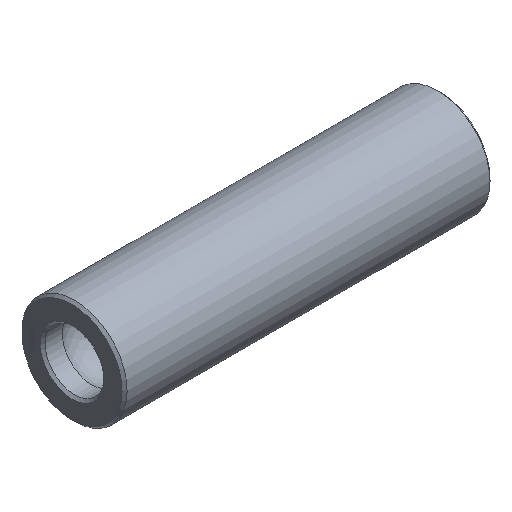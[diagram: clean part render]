
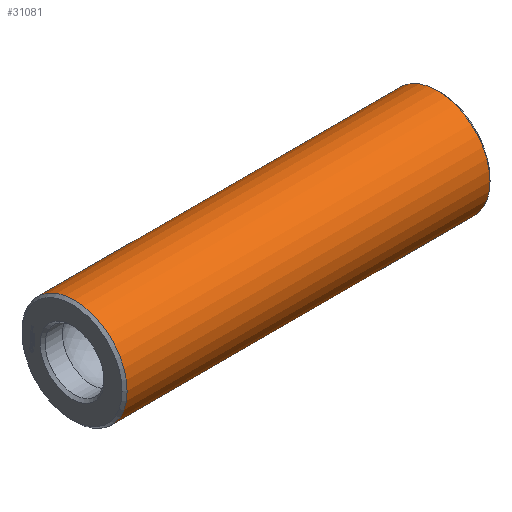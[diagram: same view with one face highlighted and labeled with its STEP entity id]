
A CAD part, isometric view. The second image highlights one B-rep face of the part: STEP entity #31081.
In plain terms, the highlighted cylindrical face has radius 6.25 mm (diameter 12.5 mm), a full revolution.
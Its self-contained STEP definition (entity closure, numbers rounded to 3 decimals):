
#237 = CONICAL_SURFACE('',#238,6.25,0.785);
#238 = AXIS2_PLACEMENT_3D('',#239,#240,#241);
#239 = CARTESIAN_POINT('',(0.3,0.,0.));
#240 = DIRECTION('',(1.,0.,0.));
#241 = DIRECTION('',(0.,0.,1.));
#11647 = VERTEX_POINT('',#11648);
#11648 = CARTESIAN_POINT('',(0.3,0.,6.25));
#11671 = EDGE_CURVE('',#11647,#11647,#11672,.T.);
#11672 = SURFACE_CURVE('',#11673,(#11678,#11685),.PCURVE_S1.);
#11673 = CIRCLE('',#11674,6.25);
#11674 = AXIS2_PLACEMENT_3D('',#11675,#11676,#11677);
#11675 = CARTESIAN_POINT('',(0.3,0.,0.));
#11676 = DIRECTION('',(1.,0.,0.));
#11677 = DIRECTION('',(0.,0.,1.));
#11678 = PCURVE('',#237,#11679);
#11679 = DEFINITIONAL_REPRESENTATION('',(#11680),#11684);
#11680 = LINE('',#11681,#11682);
#11681 = CARTESIAN_POINT('',(0.,0.));
#11682 = VECTOR('',#11683,1.);
#11683 = DIRECTION('',(1.,0.));
#11684 = ( GEOMETRIC_REPRESENTATION_CONTEXT(2) 
PARAMETRIC_REPRESENTATION_CONTEXT() REPRESENTATION_CONTEXT('2D SPACE',''
  ) );
#11685 = PCURVE('',#11686,#11691);
#11686 = CYLINDRICAL_SURFACE('',#11687,6.25);
#11687 = AXIS2_PLACEMENT_3D('',#11688,#11689,#11690);
#11688 = CARTESIAN_POINT('',(0.,0.,0.));
#11689 = DIRECTION('',(1.,0.,0.));
#11690 = DIRECTION('',(0.,0.,1.));
#11691 = DEFINITIONAL_REPRESENTATION('',(#11692),#11696);
#11692 = LINE('',#11693,#11694);
#11693 = CARTESIAN_POINT('',(0.,0.3));
#11694 = VECTOR('',#11695,1.);
#11695 = DIRECTION('',(1.,0.));
#11696 = ( GEOMETRIC_REPRESENTATION_CONTEXT(2) 
PARAMETRIC_REPRESENTATION_CONTEXT() REPRESENTATION_CONTEXT('2D SPACE',''
  ) );
#31081 = ADVANCED_FACE('',(#31082),#11686,.T.);
#31082 = FACE_BOUND('',#31083,.T.);
#31083 = EDGE_LOOP('',(#31084,#31107,#31108,#31109));
#31084 = ORIENTED_EDGE('',*,*,#31085,.F.);
#31085 = EDGE_CURVE('',#11647,#31086,#31088,.T.);
#31086 = VERTEX_POINT('',#31087);
#31087 = CARTESIAN_POINT('',(43.45,0.,6.25));
#31088 = SEAM_CURVE('',#31089,(#31093,#31100),.PCURVE_S1.);
#31089 = LINE('',#31090,#31091);
#31090 = CARTESIAN_POINT('',(0.,0.,6.25));
#31091 = VECTOR('',#31092,1.);
#31092 = DIRECTION('',(1.,0.,0.));
#31093 = PCURVE('',#11686,#31094);
#31094 = DEFINITIONAL_REPRESENTATION('',(#31095),#31099);
#31095 = LINE('',#31096,#31097);
#31096 = CARTESIAN_POINT('',(0.,0.));
#31097 = VECTOR('',#31098,1.);
#31098 = DIRECTION('',(0.,1.));
#31099 = ( GEOMETRIC_REPRESENTATION_CONTEXT(2) 
PARAMETRIC_REPRESENTATION_CONTEXT() REPRESENTATION_CONTEXT('2D SPACE',''
  ) );
#31100 = PCURVE('',#11686,#31101);
#31101 = DEFINITIONAL_REPRESENTATION('',(#31102),#31106);
#31102 = LINE('',#31103,#31104);
#31103 = CARTESIAN_POINT('',(6.283,0.));
#31104 = VECTOR('',#31105,1.);
#31105 = DIRECTION('',(0.,1.));
#31106 = ( GEOMETRIC_REPRESENTATION_CONTEXT(2) 
PARAMETRIC_REPRESENTATION_CONTEXT() REPRESENTATION_CONTEXT('2D SPACE',''
  ) );
#31107 = ORIENTED_EDGE('',*,*,#11671,.T.);
#31108 = ORIENTED_EDGE('',*,*,#31085,.T.);
#31109 = ORIENTED_EDGE('',*,*,#31110,.F.);
#31110 = EDGE_CURVE('',#31086,#31086,#31111,.T.);
#31111 = SURFACE_CURVE('',#31112,(#31117,#31124),.PCURVE_S1.);
#31112 = CIRCLE('',#31113,6.25);
#31113 = AXIS2_PLACEMENT_3D('',#31114,#31115,#31116);
#31114 = CARTESIAN_POINT('',(43.45,0.,0.));
#31115 = DIRECTION('',(1.,0.,0.));
#31116 = DIRECTION('',(0.,0.,1.));
#31117 = PCURVE('',#11686,#31118);
#31118 = DEFINITIONAL_REPRESENTATION('',(#31119),#31123);
#31119 = LINE('',#31120,#31121);
#31120 = CARTESIAN_POINT('',(0.,43.45));
#31121 = VECTOR('',#31122,1.);
#31122 = DIRECTION('',(1.,0.));
#31123 = ( GEOMETRIC_REPRESENTATION_CONTEXT(2) 
PARAMETRIC_REPRESENTATION_CONTEXT() REPRESENTATION_CONTEXT('2D SPACE',''
  ) );
#31124 = PCURVE('',#31125,#31130);
#31125 = CONICAL_SURFACE('',#31126,6.25,0.785);
#31126 = AXIS2_PLACEMENT_3D('',#31127,#31128,#31129);
#31127 = CARTESIAN_POINT('',(43.45,0.,0.));
#31128 = DIRECTION('',(-1.,-0.,-0.));
#31129 = DIRECTION('',(0.,0.,1.));
#31130 = DEFINITIONAL_REPRESENTATION('',(#31131),#31135);
#31131 = LINE('',#31132,#31133);
#31132 = CARTESIAN_POINT('',(-0.,-0.));
#31133 = VECTOR('',#31134,1.);
#31134 = DIRECTION('',(-1.,-0.));
#31135 = ( GEOMETRIC_REPRESENTATION_CONTEXT(2) 
PARAMETRIC_REPRESENTATION_CONTEXT() REPRESENTATION_CONTEXT('2D SPACE',''
  ) );
